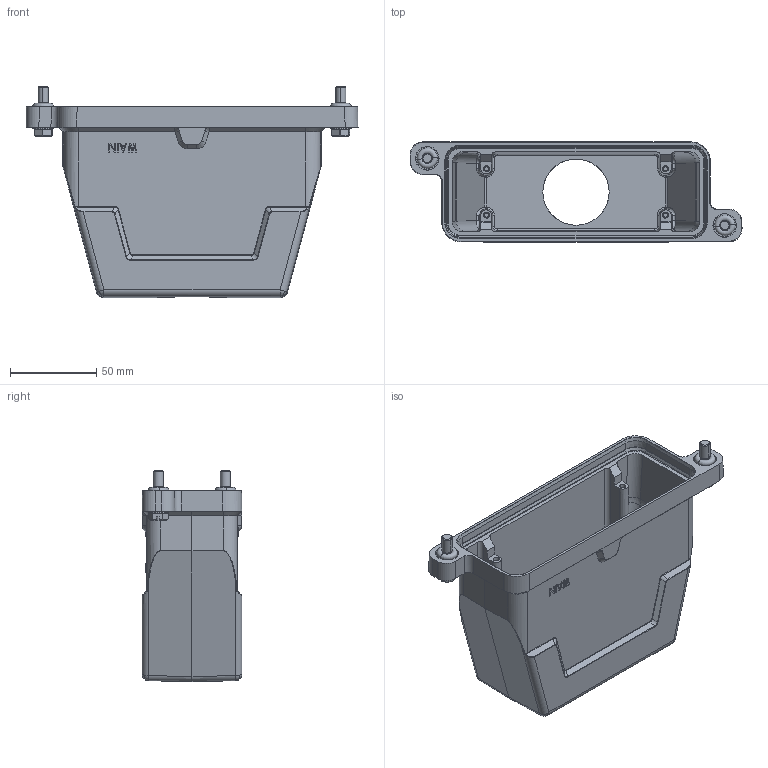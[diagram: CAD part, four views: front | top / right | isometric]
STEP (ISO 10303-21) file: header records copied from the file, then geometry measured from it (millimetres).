
FILE_DESCRIPTION(/* description */ (''),/* implementation_level */ '2;1');
FILE_NAME(/* name */ '3D_1136244205005_HP24B_H-TEH-2S-M40_V1.1.stp',/* time_stamp */ '2024-03-19T18:24:07+08:00',/* author */ (''),/* organization */ (''),/* preprocessor_version */ 'ST-DEVELOPER v18.1',/* originating_system */ 'SIEMENS PLM Software NX 1980',/* authorisation */ '');
FILE_SCHEMA (('AUTOMOTIVE_DESIGN { 1 0 10303 214 3 1 1 1 }'));
Length unit declared in the file: millimetre
Products named in the file (1): 13913AD4D2EEkuk2
Bounding box: 193 x 58 x 122.7 mm (x, y, z)
Volume: 227550 mm3; surface area: 100233.5 mm2
Topology: 1 solids, 29 shells, 557 faces, 1398 edges, 902 vertices
Faces by surface type: plane 245, cylinder 148, cone 72, torus 48, bspline 28, sphere 16
Entity records: 20323 total; most frequent: CARTESIAN_POINT 7513, ORIENTED_EDGE 2676, DIRECTION 2319, EDGE_CURVE 1398, VERTEX_POINT 902, AXIS2_PLACEMENT_3D 786, LINE 747, VECTOR 747
